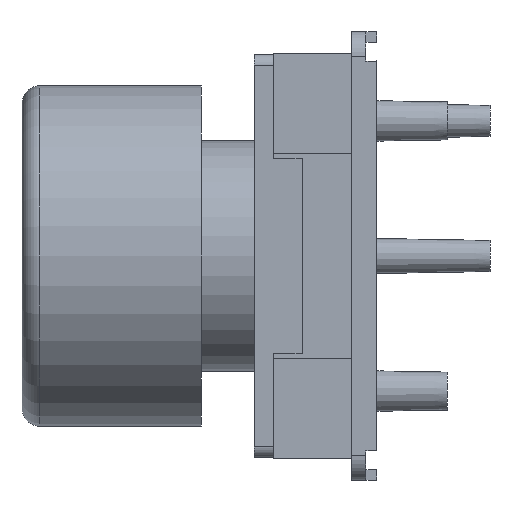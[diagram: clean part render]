
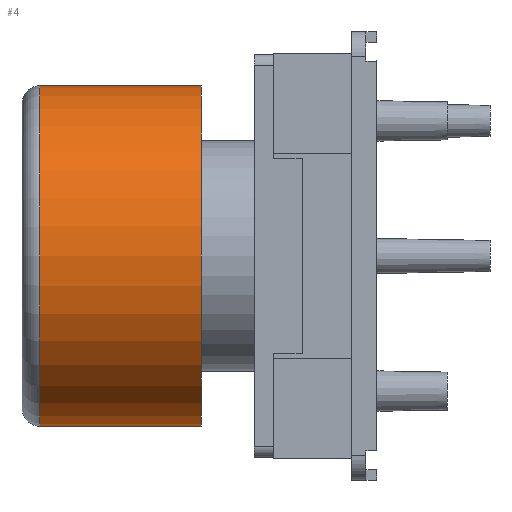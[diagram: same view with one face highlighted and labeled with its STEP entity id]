
A CAD part, left-side view. The second image highlights one B-rep face of the part: STEP entity #4.
In plain terms, the highlighted cylindrical face has radius 4.8 mm (diameter 9.6 mm), a partial arc.
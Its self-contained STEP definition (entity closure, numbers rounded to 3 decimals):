
#4 = ADVANCED_FACE ( 'NONE', ( #1061 ), #1059, .T. ) ;
#11 = EDGE_CURVE ( 'NONE', #415, #414, #1054, .T. ) ;
#50 = EDGE_LOOP ( 'NONE', ( #249, #250, #3330, #3334 ) ) ;
#249 = ORIENTED_EDGE ( 'NONE', *, *, #413, .F. ) ;
#250 = ORIENTED_EDGE ( 'NONE', *, *, #3329, .T. ) ;
#369 = VERTEX_POINT ( 'NONE', #1654 ) ;
#390 = EDGE_CURVE ( 'NONE', #369, #415, #1686, .T. ) ;
#400 = VERTEX_POINT ( 'NONE', #1729 ) ;
#413 = EDGE_CURVE ( 'NONE', #400, #414, #1709, .T. ) ;
#414 = VERTEX_POINT ( 'NONE', #1701 ) ;
#415 = VERTEX_POINT ( 'NONE', #1700 ) ;
#1051 = DIRECTION ( 'NONE',  ( 0., 0., 1. ) ) ;
#1052 = DIRECTION ( 'NONE',  ( 0., 1., 0. ) ) ;
#1053 = AXIS2_PLACEMENT_3D ( 'NONE', #1060, #1052, #1051 ) ;
#1054 = CIRCLE ( 'NONE', #1053, 4.8 ) ;
#1055 = DIRECTION ( 'NONE',  ( 0., 0., -1. ) ) ;
#1056 = DIRECTION ( 'NONE',  ( 0., -1., 0. ) ) ;
#1057 = CARTESIAN_POINT ( 'NONE',  ( 0., 10., 0. ) ) ;
#1058 = AXIS2_PLACEMENT_3D ( 'NONE', #1057, #1056, #1055 ) ;
#1059 = CYLINDRICAL_SURFACE ( 'NONE', #1058, 4.8 ) ;
#1060 = CARTESIAN_POINT ( 'NONE',  ( 0., 4.95, 0. ) ) ;
#1061 = FACE_OUTER_BOUND ( 'NONE', #50, .T. ) ;
#1654 = CARTESIAN_POINT ( 'NONE',  ( 0., 9.5, -4.8 ) ) ;
#1683 = DIRECTION ( 'NONE',  ( 0., -1., 0. ) ) ;
#1684 = VECTOR ( 'NONE', #1683, 1000. ) ;
#1685 = CARTESIAN_POINT ( 'NONE',  ( 0., 10., -4.8 ) ) ;
#1686 = LINE ( 'NONE', #1685, #1684 ) ;
#1700 = CARTESIAN_POINT ( 'NONE',  ( 0., 4.95, -4.8 ) ) ;
#1701 = CARTESIAN_POINT ( 'NONE',  ( 0., 4.95, 4.8 ) ) ;
#1702 = DIRECTION ( 'NONE',  ( 0., -1., 0. ) ) ;
#1703 = VECTOR ( 'NONE', #1702, 1000. ) ;
#1704 = CARTESIAN_POINT ( 'NONE',  ( 0., 10., 4.8 ) ) ;
#1709 = LINE ( 'NONE', #1704, #1703 ) ;
#1729 = CARTESIAN_POINT ( 'NONE',  ( 0., 9.5, 4.8 ) ) ;
#3001 = DIRECTION ( 'NONE',  ( 0., 0., 1. ) ) ;
#3002 = DIRECTION ( 'NONE',  ( 0., -1., 0. ) ) ;
#3003 = AXIS2_PLACEMENT_3D ( 'NONE', #3008, #3002, #3001 ) ;
#3004 = CIRCLE ( 'NONE', #3003, 4.8 ) ;
#3008 = CARTESIAN_POINT ( 'NONE',  ( 0., 9.5, 0. ) ) ;
#3329 = EDGE_CURVE ( 'NONE', #400, #369, #3004, .T. ) ;
#3330 = ORIENTED_EDGE ( 'NONE', *, *, #390, .T. ) ;
#3334 = ORIENTED_EDGE ( 'NONE', *, *, #11, .T. ) ;
